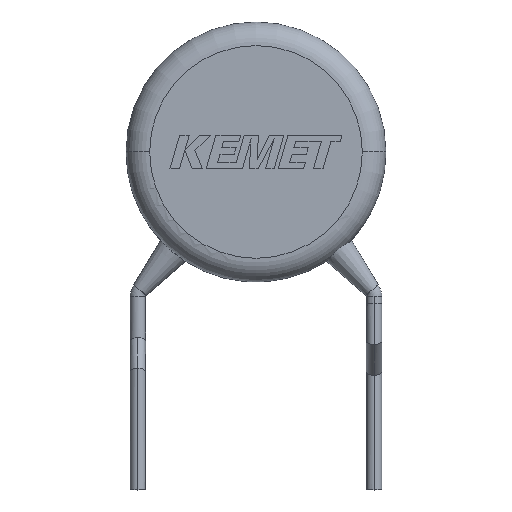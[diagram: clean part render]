
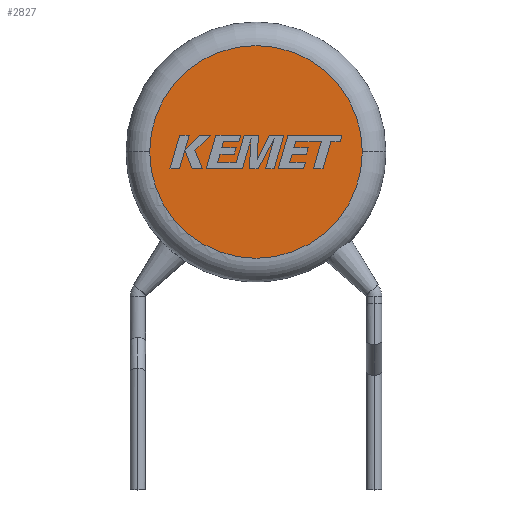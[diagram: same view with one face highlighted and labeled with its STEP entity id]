
A CAD part, top view. The second image highlights one B-rep face of the part: STEP entity #2827.
In plain terms, the highlighted planar face has unit normal (0, 0, 1).
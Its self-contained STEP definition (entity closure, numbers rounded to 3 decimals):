
#103 = CARTESIAN_POINT ( 'NONE',  ( 4.5, 0., 5.5 ) ) ;
#295 = ORIENTED_EDGE ( 'NONE', *, *, #952, .T. ) ;
#362 = DIRECTION ( 'NONE',  ( 1., 0., 0. ) ) ;
#565 = AXIS2_PLACEMENT_3D ( 'NONE', #2611, #3214, #3871 ) ;
#774 = AXIS2_PLACEMENT_3D ( 'NONE', #2349, #1670, #362 ) ;
#952 = EDGE_CURVE ( 'NONE', #2602, #4267, #2100, .T. ) ;
#1298 = PLANE ( 'NONE',  #565 ) ;
#1456 = CIRCLE ( 'NONE', #3209, 4.5 ) ;
#1670 = DIRECTION ( 'NONE',  ( 0., 0., 1. ) ) ;
#1795 = DIRECTION ( 'NONE',  ( 1., 0., 0. ) ) ;
#2056 = EDGE_LOOP ( 'NONE', ( #295, #2397 ) ) ;
#2100 = CIRCLE ( 'NONE', #774, 4.5 ) ;
#2131 = DIRECTION ( 'NONE',  ( 0., 0., 1. ) ) ;
#2349 = CARTESIAN_POINT ( 'NONE',  ( 0., 0., 5.5 ) ) ;
#2397 = ORIENTED_EDGE ( 'NONE', *, *, #4146, .T. ) ;
#2531 = CARTESIAN_POINT ( 'NONE',  ( 0., 0., 5.5 ) ) ;
#2602 = VERTEX_POINT ( 'NONE', #103 ) ;
#2611 = CARTESIAN_POINT ( 'NONE',  ( 0., 0., 5.5 ) ) ;
#2827 = ADVANCED_FACE ( 'NONE', ( #4219 ), #1298, .T. ) ;
#2917 = CARTESIAN_POINT ( 'NONE',  ( -4.5, 0., 5.5 ) ) ;
#3209 = AXIS2_PLACEMENT_3D ( 'NONE', #2531, #2131, #1795 ) ;
#3214 = DIRECTION ( 'NONE',  ( 0., 0., 1. ) ) ;
#3871 = DIRECTION ( 'NONE',  ( 1., 0., 0. ) ) ;
#4146 = EDGE_CURVE ( 'NONE', #4267, #2602, #1456, .T. ) ;
#4219 = FACE_OUTER_BOUND ( 'NONE', #2056, .T. ) ;
#4267 = VERTEX_POINT ( 'NONE', #2917 ) ;
